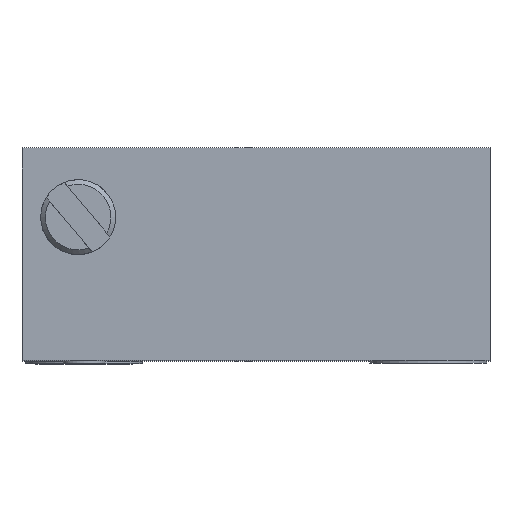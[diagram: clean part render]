
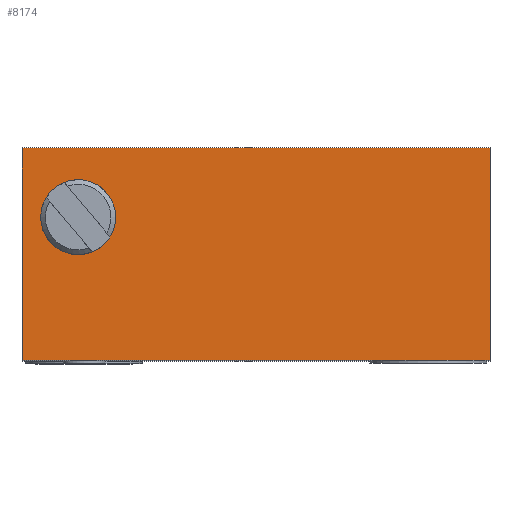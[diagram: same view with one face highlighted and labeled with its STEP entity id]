
A CAD part, top view. The second image highlights one B-rep face of the part: STEP entity #8174.
In plain terms, the highlighted planar face has unit normal (0, 0, 1).
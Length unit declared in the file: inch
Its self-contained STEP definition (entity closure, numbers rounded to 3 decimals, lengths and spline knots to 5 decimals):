
#1577=DIRECTION('',(-1.,0.,0.));
#1578=VECTOR('',#1577,0.5);
#1579=CARTESIAN_POINT('',(0.25,0.,0.25));
#1580=LINE('',#1579,#1578);
#1581=DIRECTION('',(0.,1.,0.));
#1582=VECTOR('',#1581,0.227);
#1583=CARTESIAN_POINT('',(-0.25,0.,0.25));
#1584=LINE('',#1583,#1582);
#1585=DIRECTION('',(1.,0.,0.));
#1586=VECTOR('',#1585,0.5);
#1587=CARTESIAN_POINT('',(-0.25,0.227,0.25));
#1588=LINE('',#1587,#1586);
#1589=CARTESIAN_POINT('',(-0.19,0.153,0.25));
#1590=DIRECTION('',(0.,0.,1.));
#1591=DIRECTION('',(1.,0.,0.));
#1592=AXIS2_PLACEMENT_3D('',#1589,#1590,#1591);
#1594=CARTESIAN_POINT('',(-0.19,0.153,0.25));
#1595=DIRECTION('',(0.,0.,1.));
#1596=DIRECTION('',(-1.,0.,0.));
#1597=AXIS2_PLACEMENT_3D('',#1594,#1595,#1596);
#1603=DIRECTION('',(0.,1.,0.));
#1604=VECTOR('',#1603,0.227);
#1605=CARTESIAN_POINT('',(0.25,0.,0.25));
#1606=LINE('',#1605,#1604);
#5798=CARTESIAN_POINT('',(-0.25,0.227,0.25));
#5800=VERTEX_POINT('',#5798);
#5803=CARTESIAN_POINT('',(0.25,0.227,0.25));
#5804=VERTEX_POINT('',#5803);
#5828=CARTESIAN_POINT('',(-0.25,0.,0.25));
#5830=VERTEX_POINT('',#5828);
#5843=CARTESIAN_POINT('',(0.25,0.,0.25));
#5844=VERTEX_POINT('',#5843);
#5845=CARTESIAN_POINT('',(-0.15875,0.153,0.25));
#5846=CARTESIAN_POINT('',(-0.22125,0.153,0.25));
#5847=VERTEX_POINT('',#5845);
#5848=VERTEX_POINT('',#5846);
#8156=CARTESIAN_POINT('',(0.,0.1135,0.25));
#8157=DIRECTION('',(0.,0.,1.));
#8158=DIRECTION('',(1.,0.,0.));
#8159=AXIS2_PLACEMENT_3D('',#8156,#8157,#8158);
#8160=PLANE('',#8159);
#8161=ORIENTED_EDGE('',*,*,#8129,.T.);
#8162=ORIENTED_EDGE('',*,*,#8118,.T.);
#8163=ORIENTED_EDGE('',*,*,#8074,.T.);
#8165=ORIENTED_EDGE('',*,*,#8164,.F.);
#8166=EDGE_LOOP('',(#8161,#8162,#8163,#8165));
#8167=FACE_OUTER_BOUND('',#8166,.F.);
#8169=ORIENTED_EDGE('',*,*,#8168,.T.);
#8171=ORIENTED_EDGE('',*,*,#8170,.T.);
#8172=EDGE_LOOP('',(#8169,#8171));
#8173=FACE_BOUND('',#8172,.F.);
#8174=ADVANCED_FACE('',(#8167,#8173),#8160,.T.);
#1593=CIRCLE('',#1592,0.03125);
#1598=CIRCLE('',#1597,0.03125);
#8074=EDGE_CURVE('',#5800,#5804,#1588,.T.);
#8118=EDGE_CURVE('',#5830,#5800,#1584,.T.);
#8129=EDGE_CURVE('',#5844,#5830,#1580,.T.);
#8164=EDGE_CURVE('',#5844,#5804,#1606,.T.);
#8168=EDGE_CURVE('',#5847,#5848,#1593,.T.);
#8170=EDGE_CURVE('',#5848,#5847,#1598,.T.);
